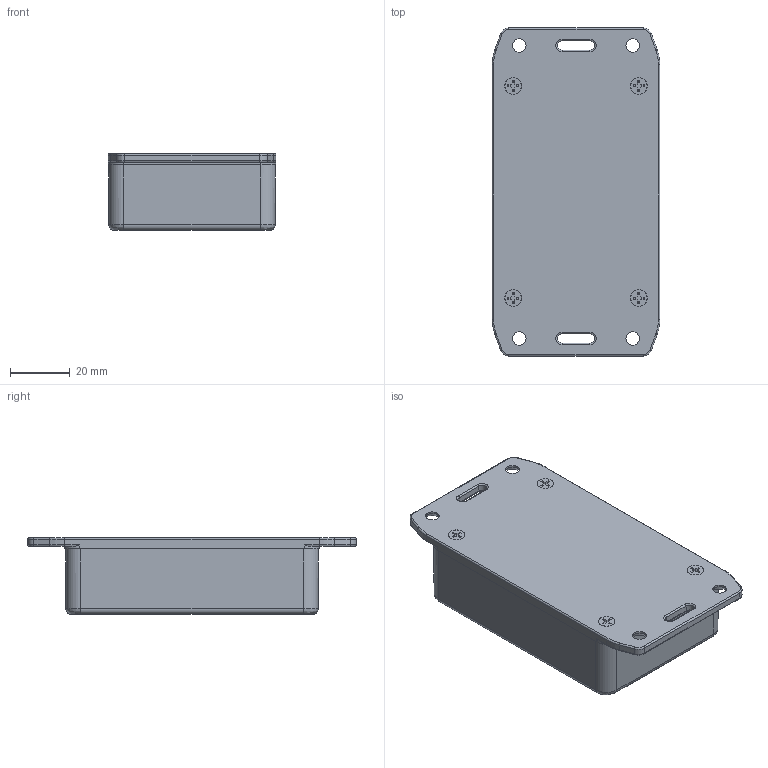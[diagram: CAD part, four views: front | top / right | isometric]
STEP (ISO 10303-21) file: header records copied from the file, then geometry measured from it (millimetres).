
FILE_DESCRIPTION(/* description */ (''),/* implementation_level */ '2;1');
FILE_NAME(/* name */ '1591MFL.iam.stp',/* time_stamp */ '2015-06-03T10:02:11-04:00',/* author */ ('gdineen'),/* organization */ (''),/* preprocessor_version */ 'ST-DEVELOPER v15.6',/* originating_system */ 'Autodesk Inventor 2015',/* authorisation */ '');
FILE_SCHEMA (('AUTOMOTIVE_DESIGN { 1 0 10303 214 3 1 1 }'));
Products named in the file (5): 1591M Box; 1591L-M Flange Lid; SC500 (screw M3-0.5X 10mm FH); IN100 (insert M3-0.5X5.75mm BRASS); 1591MFL
Assembly tree (10 placements, depth 2):
  1591MFL
    1591M Box
    1591L-M Flange Lid
    SC500 (screw M3-0.5X 10mm FH)  x4
    IN100 (insert M3-0.5X5.75mm BRASS)  x4
Bounding box: 56.2 x 110 x 25.8 mm (x, y, z)
Volume: 44791.1 mm3; surface area: 40639.1 mm2
Topology: 10 solids, 10 shells, 1387 faces, 3766 edges, 2476 vertices
Faces by surface type: plane 561, bspline 416, cylinder 322, cone 60, torus 28
Full cylindrical faces by diameter (mm): 2.464 x4, 3 x4, 3.2 x4, 3.81 x12, 3.912 x4, 3.988 x4, 4.55 x4, 5.5 x4, 5.6 x4
Entity records: 30139 total; most frequent: CARTESIAN_POINT 8813, ORIENTED_EDGE 4688, DIRECTION 3782, EDGE_CURVE 2344, VERTEX_POINT 1566, LINE 1434, VECTOR 1434, AXIS2_PLACEMENT_3D 1174
